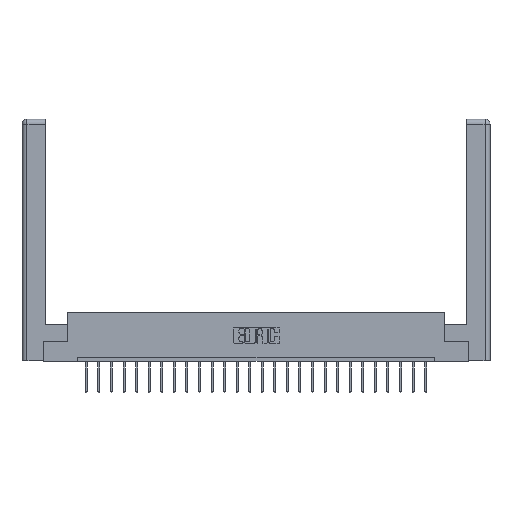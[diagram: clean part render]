
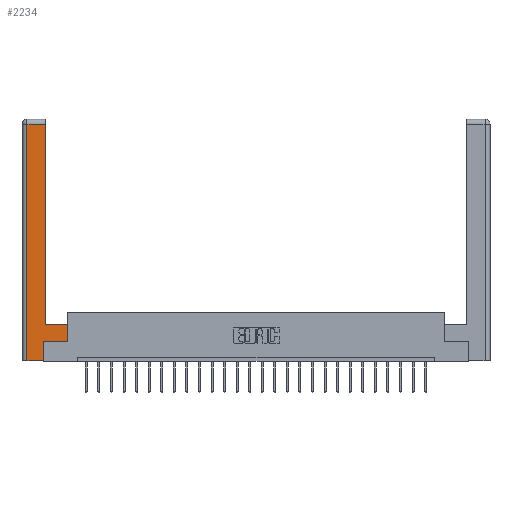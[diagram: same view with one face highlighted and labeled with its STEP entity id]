
A CAD part, top view. The second image highlights one B-rep face of the part: STEP entity #2234.
In plain terms, the highlighted planar face has unit normal (0, 0, 1).
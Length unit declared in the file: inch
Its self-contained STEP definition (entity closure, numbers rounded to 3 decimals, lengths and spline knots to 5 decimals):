
#593 = EDGE_CURVE ( 'NONE', #15852, #13305, #17818, .T. ) ;
#1251 = EDGE_CURVE ( 'NONE', #7228, #15852, #10773, .T. ) ;
#1884 = EDGE_CURVE ( 'NONE', #13305, #18138, #4255, .T. ) ;
#2075 = CARTESIAN_POINT ( 'NONE',  ( 0.265, 0., 0. ) ) ;
#2234 = ADVANCED_FACE ( 'NONE', ( #4828 ), #2598, .F. ) ;
#2502 = CARTESIAN_POINT ( 'NONE',  ( 0.0615, 2.94, 0. ) ) ;
#2598 = PLANE ( 'NONE',  #21166 ) ;
#3361 = EDGE_CURVE ( 'NONE', #6622, #5220, #4186, .T. ) ;
#3751 = LINE ( 'NONE', #11209, #16300 ) ;
#3786 = VECTOR ( 'NONE', #10957, 39.37008 ) ;
#4094 = ORIENTED_EDGE ( 'NONE', *, *, #593, .T. ) ;
#4186 = LINE ( 'NONE', #14384, #14006 ) ;
#4255 = LINE ( 'NONE', #21490, #25062 ) ;
#4352 = EDGE_CURVE ( 'NONE', #18138, #13801, #11510, .T. ) ;
#4828 = FACE_OUTER_BOUND ( 'NONE', #19686, .T. ) ;
#5114 = LINE ( 'NONE', #20608, #3786 ) ;
#5220 = VERTEX_POINT ( 'NONE', #2502 ) ;
#5450 = DIRECTION ( 'NONE',  ( 1., 0., 0. ) ) ;
#5518 = VECTOR ( 'NONE', #5682, 39.37008 ) ;
#5650 = VECTOR ( 'NONE', #9382, 39.37008 ) ;
#5682 = DIRECTION ( 'NONE',  ( 0., 1., 0. ) ) ;
#6111 = ORIENTED_EDGE ( 'NONE', *, *, #1251, .T. ) ;
#6580 = DIRECTION ( 'NONE',  ( -1., 0., 0. ) ) ;
#6622 = VERTEX_POINT ( 'NONE', #16208 ) ;
#7228 = VERTEX_POINT ( 'NONE', #20026 ) ;
#7238 = DIRECTION ( 'NONE',  ( 0., -1., 0. ) ) ;
#7387 = CARTESIAN_POINT ( 'NONE',  ( 0.295, 0.45, 0. ) ) ;
#7791 = DIRECTION ( 'NONE',  ( 0., 1., 0. ) ) ;
#8479 = ORIENTED_EDGE ( 'NONE', *, *, #1884, .T. ) ;
#9382 = DIRECTION ( 'NONE',  ( -1., 0., 0. ) ) ;
#9575 = ORIENTED_EDGE ( 'NONE', *, *, #21420, .T. ) ;
#10773 = LINE ( 'NONE', #11538, #5518 ) ;
#10957 = DIRECTION ( 'NONE',  ( 0., 1., 0. ) ) ;
#11209 = CARTESIAN_POINT ( 'NONE',  ( 0.0615, 0., 0. ) ) ;
#11510 = LINE ( 'NONE', #7387, #5650 ) ;
#11538 = CARTESIAN_POINT ( 'NONE',  ( 0.265, 0.245, 0. ) ) ;
#13305 = VERTEX_POINT ( 'NONE', #15865 ) ;
#13801 = VERTEX_POINT ( 'NONE', #15429 ) ;
#14006 = VECTOR ( 'NONE', #22228, 39.37008 ) ;
#14229 = CARTESIAN_POINT ( 'NONE',  ( 0., 0., 0. ) ) ;
#14384 = CARTESIAN_POINT ( 'NONE',  ( 0.0615, 2.94, 0. ) ) ;
#14489 = EDGE_CURVE ( 'NONE', #19903, #7228, #15121, .T. ) ;
#15121 = LINE ( 'NONE', #2075, #19392 ) ;
#15429 = CARTESIAN_POINT ( 'NONE',  ( 0.295, 0.45, 0. ) ) ;
#15852 = VERTEX_POINT ( 'NONE', #16159 ) ;
#15865 = CARTESIAN_POINT ( 'NONE',  ( 0.565, 0.245, 0. ) ) ;
#16159 = CARTESIAN_POINT ( 'NONE',  ( 0.265, 0.245, 0. ) ) ;
#16208 = CARTESIAN_POINT ( 'NONE',  ( 0.295, 2.94, 0. ) ) ;
#16300 = VECTOR ( 'NONE', #7238, 39.37008 ) ;
#16327 = ORIENTED_EDGE ( 'NONE', *, *, #18032, .T. ) ;
#16798 = ORIENTED_EDGE ( 'NONE', *, *, #4352, .T. ) ;
#17010 = CARTESIAN_POINT ( 'NONE',  ( 0.565, 0.45, 0. ) ) ;
#17248 = ORIENTED_EDGE ( 'NONE', *, *, #3361, .T. ) ;
#17679 = ORIENTED_EDGE ( 'NONE', *, *, #14489, .T. ) ;
#17723 = DIRECTION ( 'NONE',  ( 1., 0., 0. ) ) ;
#17818 = LINE ( 'NONE', #20545, #19015 ) ;
#18032 = EDGE_CURVE ( 'NONE', #13801, #6622, #5114, .T. ) ;
#18138 = VERTEX_POINT ( 'NONE', #17010 ) ;
#18284 = CARTESIAN_POINT ( 'NONE',  ( 0.0615, 0., 0. ) ) ;
#18323 = DIRECTION ( 'NONE',  ( 0., 0., -1. ) ) ;
#19015 = VECTOR ( 'NONE', #5450, 39.37008 ) ;
#19392 = VECTOR ( 'NONE', #17723, 39.37008 ) ;
#19686 = EDGE_LOOP ( 'NONE', ( #16327, #17248, #9575, #17679, #6111, #4094, #8479, #16798 ) ) ;
#19903 = VERTEX_POINT ( 'NONE', #18284 ) ;
#20026 = CARTESIAN_POINT ( 'NONE',  ( 0.265, 0., 0. ) ) ;
#20545 = CARTESIAN_POINT ( 'NONE',  ( 0.565, 0.245, 0. ) ) ;
#20608 = CARTESIAN_POINT ( 'NONE',  ( 0.295, 3., 0. ) ) ;
#21166 = AXIS2_PLACEMENT_3D ( 'NONE', #14229, #18323, #6580 ) ;
#21420 = EDGE_CURVE ( 'NONE', #5220, #19903, #3751, .T. ) ;
#21490 = CARTESIAN_POINT ( 'NONE',  ( 0.565, 0.45, 0. ) ) ;
#22228 = DIRECTION ( 'NONE',  ( -1., 0., 0. ) ) ;
#25062 = VECTOR ( 'NONE', #7791, 39.37008 ) ;
